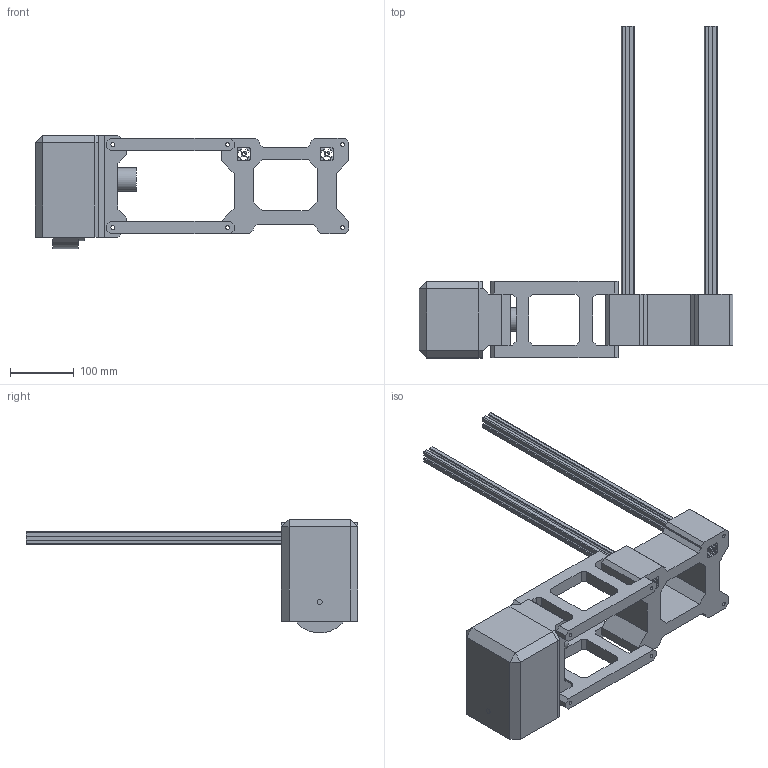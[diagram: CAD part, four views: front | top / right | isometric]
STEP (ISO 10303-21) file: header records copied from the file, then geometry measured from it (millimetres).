
FILE_DESCRIPTION(/* description */ ('STEP AP242','CAx-IF Rec.Pracs.---Representation and Presentation of Product Manufacturing Information (PMI)---4.0---2014-10-13','CAx-IF Rec.Pracs.---3D Tessellated Geometry---0.4---2014-09-14','2;1'),/* implementation_level */ '2;1');
FILE_NAME(/* name */ '65d828d1d8711a3da9e6869b',/* time_stamp */ '2024-02-23T05:10:42Z',/* author */ (''),/* organization */ (''),/* preprocessor_version */ 'ST-DEVELOPER v19.4',/* originating_system */ ' ',/* authorisation */ ' ');
FILE_SCHEMA (('AP242_MANAGED_MODEL_BASED_3D_ENGINEERING_MIM_LF { 1 0 10303 442 1 1 4 }'));
Length unit declared in the file: metre
Products named in the file (12): wheel housing; mecanum; axle gear; motor gear; axle; motor; wheel mount; wishbone FRB; wishbone FRT; chassis front; 2020 left; 2020 right
Bounding box: 492 x 520 x 178.5 mm (x, y, z)
Volume: 3164674.8 mm3; surface area: 630536 mm2
Topology: 12 solids, 12 shells, 307 faces, 838 edges, 557 vertices
Faces by surface type: plane 265, cylinder 42
Full cylindrical faces by diameter (mm): 5 x2, 6 x16, 8 x3, 37 x2, 70 x1, 72 x1, 97 x1
Entity records: 9785 total; most frequent: CARTESIAN_POINT 1674, ORIENTED_EDGE 1610, DIRECTION 1527, EDGE_CURVE 805, LINE 721, VECTOR 721, VERTEX_POINT 550, AXIS2_PLACEMENT_3D 403
